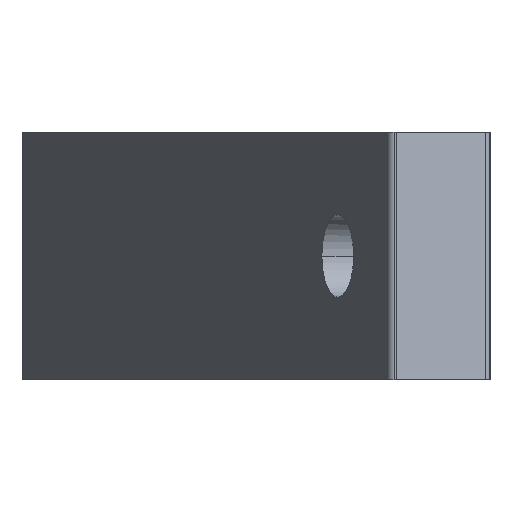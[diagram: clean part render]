
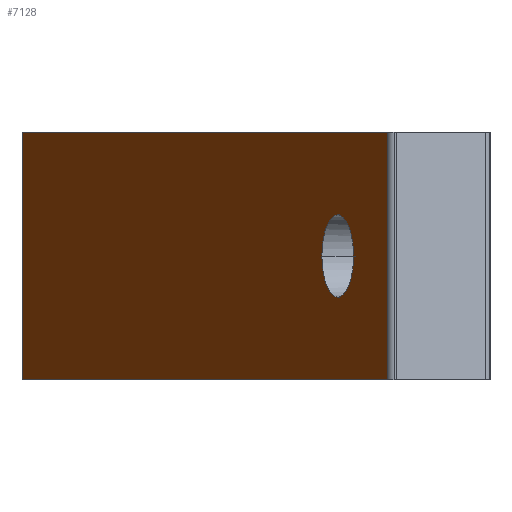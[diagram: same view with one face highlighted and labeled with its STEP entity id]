
A CAD part, left-side view. The second image highlights one B-rep face of the part: STEP entity #7128.
In plain terms, the highlighted planar face has unit normal (-0.383, 0.924, 0).
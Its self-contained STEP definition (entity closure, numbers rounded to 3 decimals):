
#62 = DIRECTION ( 'NONE',  ( 0., 0., 1. ) ) ;
#150 = LINE ( 'NONE', #2384, #4701 ) ;
#178 = VERTEX_POINT ( 'NONE', #5934 ) ;
#183 = LINE ( 'NONE', #7223, #6325 ) ;
#403 = CIRCLE ( 'NONE', #3971, 3. ) ;
#492 = CARTESIAN_POINT ( 'NONE',  ( 10457.972, 2598.946, 9. ) ) ;
#581 = ORIENTED_EDGE ( 'NONE', *, *, #5525, .T. ) ;
#761 = CARTESIAN_POINT ( 'NONE',  ( 10457.972, 2598.946, -9. ) ) ;
#885 = EDGE_CURVE ( 'NONE', #2188, #3194, #995, .T. ) ;
#947 = CARTESIAN_POINT ( 'NONE',  ( 10393.416, 2572.205, 10. ) ) ;
#995 = LINE ( 'NONE', #1204, #3800 ) ;
#1204 = CARTESIAN_POINT ( 'NONE',  ( 10393.416, 2572.205, -9. ) ) ;
#1226 = DIRECTION ( 'NONE',  ( -0.924, -0.383, 0. ) ) ;
#1245 = ORIENTED_EDGE ( 'NONE', *, *, #6313, .T. ) ;
#1619 = VECTOR ( 'NONE', #3669, 1000. ) ;
#1792 = CARTESIAN_POINT ( 'NONE',  ( 10402.654, 2576.032, 0. ) ) ;
#1848 = VERTEX_POINT ( 'NONE', #3540 ) ;
#2137 = VERTEX_POINT ( 'NONE', #5427 ) ;
#2141 = DIRECTION ( 'NONE',  ( 0.383, -0.924, 0. ) ) ;
#2188 = VERTEX_POINT ( 'NONE', #761 ) ;
#2384 = CARTESIAN_POINT ( 'NONE',  ( 10457.972, 2598.946, 10. ) ) ;
#2402 = DIRECTION ( 'NONE',  ( 0.924, 0.383, 0. ) ) ;
#2674 = FACE_BOUND ( 'NONE', #7496, .T. ) ;
#2928 = AXIS2_PLACEMENT_3D ( 'NONE', #7147, #3567, #7751 ) ;
#3181 = EDGE_CURVE ( 'NONE', #178, #1848, #403, .T. ) ;
#3194 = VERTEX_POINT ( 'NONE', #5351 ) ;
#3239 = EDGE_CURVE ( 'NONE', #3914, #2137, #6195, .T. ) ;
#3540 = CARTESIAN_POINT ( 'NONE',  ( 10399.883, 2574.884, 0. ) ) ;
#3567 = DIRECTION ( 'NONE',  ( 0.383, -0.924, 0. ) ) ;
#3669 = DIRECTION ( 'NONE',  ( -0.924, -0.383, 0. ) ) ;
#3678 = EDGE_LOOP ( 'NONE', ( #4121, #581, #4768, #1245 ) ) ;
#3800 = VECTOR ( 'NONE', #1226, 1000. ) ;
#3914 = VERTEX_POINT ( 'NONE', #492 ) ;
#3971 = AXIS2_PLACEMENT_3D ( 'NONE', #1792, #5938, #2402 ) ;
#4121 = ORIENTED_EDGE ( 'NONE', *, *, #885, .T. ) ;
#4159 = DIRECTION ( 'NONE',  ( 0., 0., -1. ) ) ;
#4226 = FACE_OUTER_BOUND ( 'NONE', #3678, .T. ) ;
#4490 = PLANE ( 'NONE',  #5026 ) ;
#4492 = ORIENTED_EDGE ( 'NONE', *, *, #3181, .T. ) ;
#4701 = VECTOR ( 'NONE', #4159, 1000. ) ;
#4768 = ORIENTED_EDGE ( 'NONE', *, *, #3239, .F. ) ;
#4896 = CIRCLE ( 'NONE', #2928, 3. ) ;
#5026 = AXIS2_PLACEMENT_3D ( 'NONE', #947, #2141, #6297 ) ;
#5086 = ORIENTED_EDGE ( 'NONE', *, *, #6300, .T. ) ;
#5351 = CARTESIAN_POINT ( 'NONE',  ( 10393.878, 2572.397, -9. ) ) ;
#5427 = CARTESIAN_POINT ( 'NONE',  ( 10393.878, 2572.397, 9. ) ) ;
#5525 = EDGE_CURVE ( 'NONE', #3194, #2137, #183, .T. ) ;
#5934 = CARTESIAN_POINT ( 'NONE',  ( 10405.426, 2577.18, 0. ) ) ;
#5938 = DIRECTION ( 'NONE',  ( 0.383, -0.924, 0. ) ) ;
#6195 = LINE ( 'NONE', #6631, #1619 ) ;
#6297 = DIRECTION ( 'NONE',  ( 0.924, 0.383, 0. ) ) ;
#6300 = EDGE_CURVE ( 'NONE', #1848, #178, #4896, .T. ) ;
#6313 = EDGE_CURVE ( 'NONE', #3914, #2188, #150, .T. ) ;
#6325 = VECTOR ( 'NONE', #62, 1000. ) ;
#6631 = CARTESIAN_POINT ( 'NONE',  ( 10393.416, 2572.205, 9. ) ) ;
#7128 = ADVANCED_FACE ( 'NONE', ( #2674, #4226 ), #4490, .F. ) ;
#7147 = CARTESIAN_POINT ( 'NONE',  ( 10402.654, 2576.032, 0. ) ) ;
#7223 = CARTESIAN_POINT ( 'NONE',  ( 10393.878, 2572.397, 10. ) ) ;
#7496 = EDGE_LOOP ( 'NONE', ( #5086, #4492 ) ) ;
#7751 = DIRECTION ( 'NONE',  ( 0.924, 0.383, 0. ) ) ;
